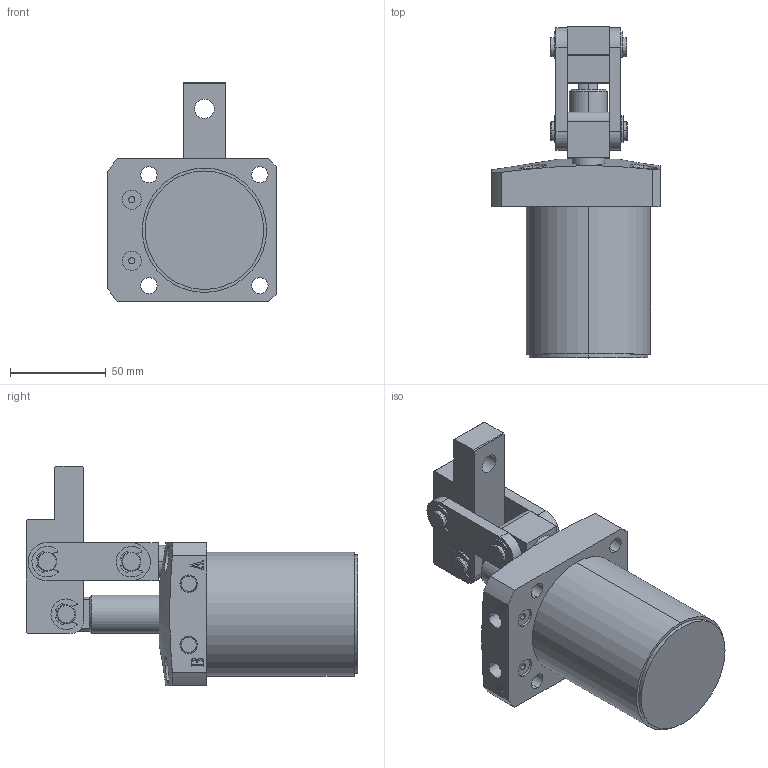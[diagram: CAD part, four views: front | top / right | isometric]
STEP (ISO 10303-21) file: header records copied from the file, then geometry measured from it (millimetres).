
FILE_DESCRIPTION (( 'STEP AP203' ), '1' );
FILE_NAME ('HCL01D-50R.STEP', '2020-09-15T07:40:52', ( '微软用户' ), ( '微软中国' ), 'SwSTEP 2.0', 'SolidWorks 2012', '' );
FILE_SCHEMA (( 'CONFIG_CONTROL_DESIGN' ));
Length unit declared in the file: millimetre
Products named in the file (9): HCL01D-50R; e rings gb_GB_CONNECTING_PIECE_RINGS_HR 8; HCL01D-50盓傅釱; HCL01D-50酗种; HCL01D-50揤旋; HCL01D-50蟀裝; HCL01D-50嶺裝; HCL01D-50傻种; HCL01D-50掛极
Assembly tree (15 placements, depth 2):
  HCL01D-50R
    HCL01D-50掛极
    HCL01D-50傻种
    HCL01D-50嶺裝
    HCL01D-50蟀裝  x2
    HCL01D-50揤旋
    HCL01D-50酗种  x2
    HCL01D-50盓傅釱
    e rings gb_GB_CONNECTING_PIECE_RINGS_HR 8  x6
Bounding box: 88 x 173.5 x 115 mm (x, y, z)
Volume: 413314.1 mm3; surface area: 94262.5 mm2
Topology: 15 solids, 15 shells, 446 faces, 1095 edges, 713 vertices
Faces by surface type: cylinder 218, plane 168, cone 36, bspline 24
Entity records: 11242 total; most frequent: CARTESIAN_POINT 3185, DIRECTION 1480, ORIENTED_EDGE 1388, EDGE_CURVE 694, AXIS2_PLACEMENT_3D 561, VERTEX_POINT 451, VECTOR 358, LINE 358
